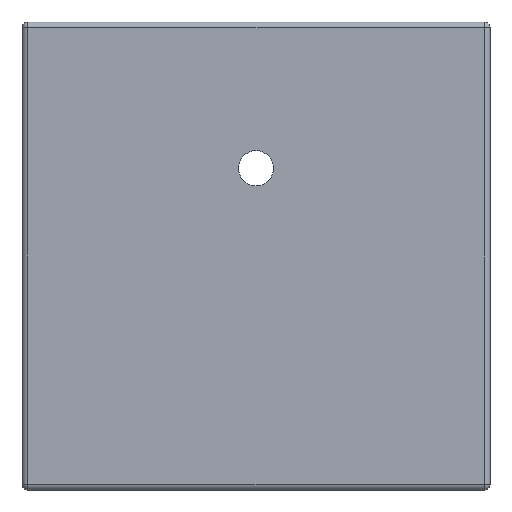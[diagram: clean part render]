
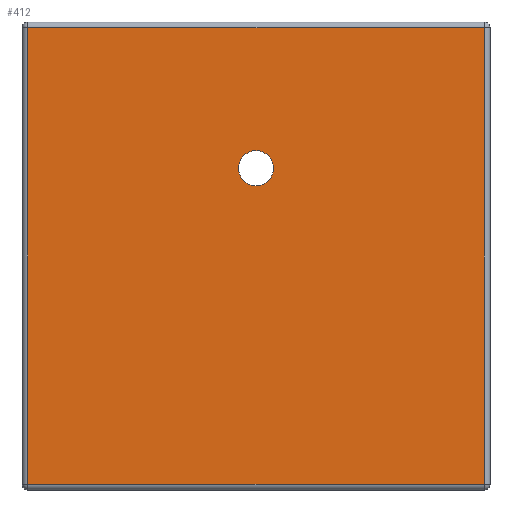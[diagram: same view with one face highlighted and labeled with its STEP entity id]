
A CAD part, front view. The second image highlights one B-rep face of the part: STEP entity #412.
In plain terms, the highlighted planar face has unit normal (0, -1, 0).
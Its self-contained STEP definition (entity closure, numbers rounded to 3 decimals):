
#37=LINE('',#662,#61);
#41=LINE('',#703,#65);
#45=LINE('',#744,#69);
#47=LINE('',#747,#71);
#61=VECTOR('',#529,39.);
#65=VECTOR('',#543,39.);
#69=VECTOR('',#557,39.);
#71=VECTOR('',#561,39.);
#84=PLANE('',#467);
#90=FACE_BOUND('',#146,.T.);
#113=FACE_OUTER_BOUND('',#145,.T.);
#145=EDGE_LOOP('',(#341,#342,#343,#344));
#146=EDGE_LOOP('',(#345));
#156=CIRCLE('',#424,1.5);
#179=VERTEX_POINT('',#619);
#185=VERTEX_POINT('',#634);
#190=VERTEX_POINT('',#644);
#191=VERTEX_POINT('',#648);
#194=VERTEX_POINT('',#655);
#209=EDGE_CURVE('',#179,#179,#156,.T.);
#228=EDGE_CURVE('',#194,#190,#37,.T.);
#235=EDGE_CURVE('',#191,#194,#41,.T.);
#242=EDGE_CURVE('',#185,#191,#45,.T.);
#244=EDGE_CURVE('',#190,#185,#47,.T.);
#341=ORIENTED_EDGE('',*,*,#228,.F.);
#342=ORIENTED_EDGE('',*,*,#235,.F.);
#343=ORIENTED_EDGE('',*,*,#242,.F.);
#344=ORIENTED_EDGE('',*,*,#244,.F.);
#345=ORIENTED_EDGE('',*,*,#209,.T.);
#412=ADVANCED_FACE('',(#113,#90),#84,.F.);
#424=AXIS2_PLACEMENT_3D('',#620,#483,#484);
#467=AXIS2_PLACEMENT_3D('',#830,#591,#592);
#483=DIRECTION('center_axis',(0.,1.,0.));
#484=DIRECTION('ref_axis',(-1.,0.,0.));
#529=DIRECTION('',(1.,0.,0.));
#543=DIRECTION('',(0.,0.,1.));
#557=DIRECTION('',(-1.,0.,0.));
#561=DIRECTION('',(0.,0.,-1.));
#591=DIRECTION('center_axis',(0.,1.,0.));
#592=DIRECTION('ref_axis',(0.,0.,1.));
#619=CARTESIAN_POINT('',(-18.5,0.,-12.5));
#620=CARTESIAN_POINT('Origin',(-20.,0.,-12.5));
#634=CARTESIAN_POINT('',(-0.5,0.,-39.5));
#644=CARTESIAN_POINT('',(-0.5,0.,-0.5));
#648=CARTESIAN_POINT('',(-39.5,0.,-39.5));
#655=CARTESIAN_POINT('',(-39.5,0.,-0.5));
#662=CARTESIAN_POINT('',(-30.,0.,-0.5));
#703=CARTESIAN_POINT('',(-39.5,0.,-30.));
#744=CARTESIAN_POINT('',(-10.,0.,-39.5));
#747=CARTESIAN_POINT('',(-0.5,0.,-10.));
#830=CARTESIAN_POINT('Origin',(-20.,0.,-20.));
